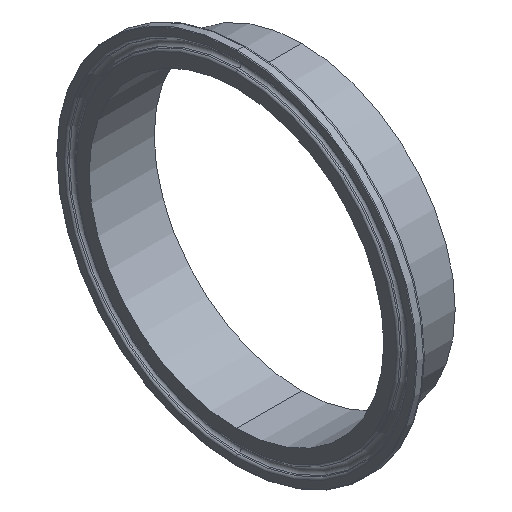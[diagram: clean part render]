
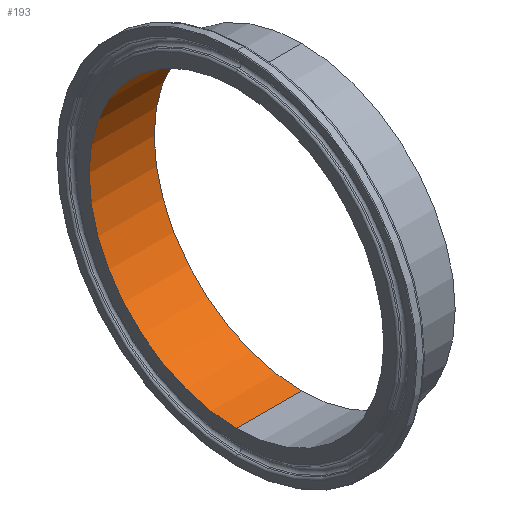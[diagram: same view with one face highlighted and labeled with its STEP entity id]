
A CAD part, isometric view. The second image highlights one B-rep face of the part: STEP entity #193.
In plain terms, the highlighted cylindrical face has radius 48.7 mm (diameter 97.4 mm), a partial arc.
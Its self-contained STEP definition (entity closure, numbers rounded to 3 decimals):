
#7 = CIRCLE ( 'NONE', #531, 48.7 ) ;
#20 = CYLINDRICAL_SURFACE ( 'NONE', #709, 48.7 ) ;
#47 = LINE ( 'NONE', #704, #551 ) ;
#70 = EDGE_CURVE ( 'NONE', #105, #246, #435, .T. ) ;
#74 = EDGE_LOOP ( 'NONE', ( #218, #645, #574, #584 ) ) ;
#76 = CARTESIAN_POINT ( 'NONE',  ( 0., 0., 0. ) ) ;
#105 = VERTEX_POINT ( 'NONE', #532 ) ;
#140 = DIRECTION ( 'NONE',  ( -1., 0., 0. ) ) ;
#144 = DIRECTION ( 'NONE',  ( -1., 0., 0. ) ) ;
#184 = DIRECTION ( 'NONE',  ( 0., 0., 1. ) ) ;
#191 = CARTESIAN_POINT ( 'NONE',  ( 21.5, 0., 0. ) ) ;
#193 = ADVANCED_FACE ( 'NONE', ( #542 ), #20, .F. ) ;
#196 = CARTESIAN_POINT ( 'NONE',  ( 0., 0., -48.7 ) ) ;
#218 = ORIENTED_EDGE ( 'NONE', *, *, #700, .F. ) ;
#228 = DIRECTION ( 'NONE',  ( -1., 0., 0. ) ) ;
#246 = VERTEX_POINT ( 'NONE', #552 ) ;
#247 = CARTESIAN_POINT ( 'NONE',  ( 0., 0., 0. ) ) ;
#267 = CARTESIAN_POINT ( 'NONE',  ( 21.5, 0., -48.7 ) ) ;
#376 = EDGE_CURVE ( 'NONE', #105, #572, #7, .T. ) ;
#382 = EDGE_CURVE ( 'NONE', #246, #452, #403, .T. ) ;
#403 = CIRCLE ( 'NONE', #670, 48.7 ) ;
#428 = DIRECTION ( 'NONE',  ( 0., 0., 1. ) ) ;
#435 = LINE ( 'NONE', #672, #722 ) ;
#452 = VERTEX_POINT ( 'NONE', #196 ) ;
#487 = DIRECTION ( 'NONE',  ( -1., 0., 0. ) ) ;
#531 = AXIS2_PLACEMENT_3D ( 'NONE', #191, #140, #184 ) ;
#532 = CARTESIAN_POINT ( 'NONE',  ( 21.5, 0., 48.7 ) ) ;
#542 = FACE_OUTER_BOUND ( 'NONE', #74, .T. ) ;
#545 = DIRECTION ( 'NONE',  ( -1., 0., 0. ) ) ;
#551 = VECTOR ( 'NONE', #228, 1000. ) ;
#552 = CARTESIAN_POINT ( 'NONE',  ( 0., 0., 48.7 ) ) ;
#572 = VERTEX_POINT ( 'NONE', #267 ) ;
#574 = ORIENTED_EDGE ( 'NONE', *, *, #70, .T. ) ;
#584 = ORIENTED_EDGE ( 'NONE', *, *, #382, .T. ) ;
#645 = ORIENTED_EDGE ( 'NONE', *, *, #376, .F. ) ;
#670 = AXIS2_PLACEMENT_3D ( 'NONE', #76, #545, #428 ) ;
#672 = CARTESIAN_POINT ( 'NONE',  ( 0., 0., 48.7 ) ) ;
#700 = EDGE_CURVE ( 'NONE', #572, #452, #47, .T. ) ;
#704 = CARTESIAN_POINT ( 'NONE',  ( 0., 0., -48.7 ) ) ;
#709 = AXIS2_PLACEMENT_3D ( 'NONE', #247, #487, #721 ) ;
#721 = DIRECTION ( 'NONE',  ( 0., 0., 1. ) ) ;
#722 = VECTOR ( 'NONE', #144, 1000. ) ;
